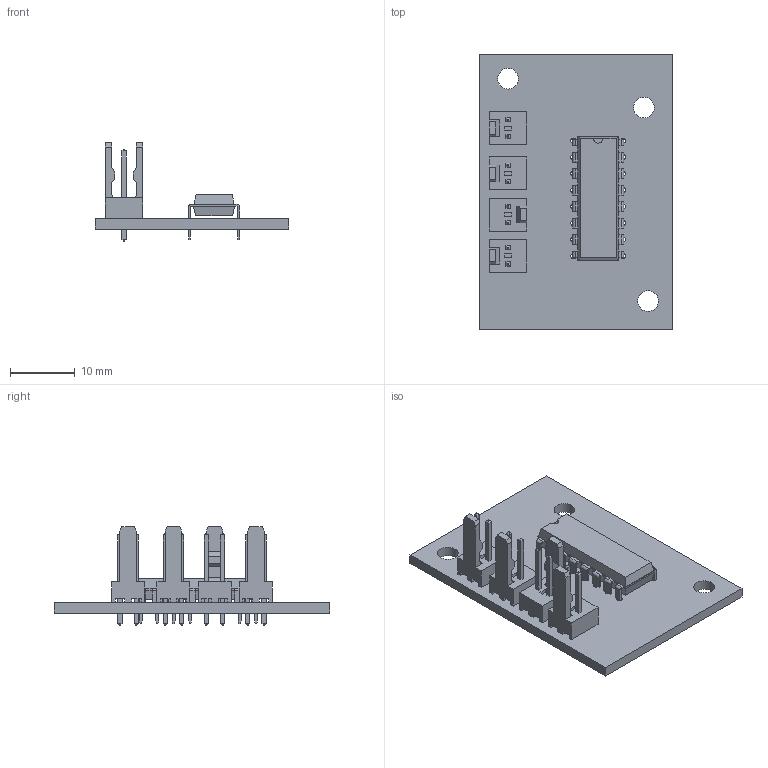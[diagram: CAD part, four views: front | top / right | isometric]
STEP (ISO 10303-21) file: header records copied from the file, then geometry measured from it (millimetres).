
FILE_DESCRIPTION(('KiCad electronic assembly'),'2;1');
FILE_NAME('DriverUnit.step','2022-10-20T15:12:59',('An Author'),( 'A Company'),'Open CASCADE STEP processor 7.5', 'KiCad to STEP converter','Unknown');
FILE_SCHEMA(('AUTOMOTIVE_DESIGN { 1 0 10303 214 1 1 1 1 }'));
Length unit declared in the file: millimetre
Products named in the file (6): Open CASCADE STEP translator 7.5 1; DIP-16_W7.62mm; SOLID; Molex_KK-254_AE-6410-02A_1x02_P2.54mm_Vertical; COMPOUND
Assembly tree (8 placements, depth 3):
  Open CASCADE STEP translator 7.5 1
    DIP-16_W7.62mm
      SOLID
    Molex_KK-254_AE-6410-02A_1x02_P2.54mm_Vertical  x4
      SOLID
    COMPOUND
Bounding box: 29.84 x 42.55 x 15.26 mm (x, y, z)
Volume: 2812.5 mm3; surface area: 4505.6 mm2
Topology: 6 solids, 6 shells, 577 faces, 1509 edges, 960 vertices
Faces by surface type: plane 485, cylinder 64, bspline 28
Full cylindrical faces by diameter (mm): 0.8 x16, 1.19 x8, 3.2 x3
Entity records: 28921 total; most frequent: CARTESIAN_POINT 5847, DIRECTION 3745, LINE 2732, VECTOR 2732, ORIENTED_EDGE 2052, PCURVE 2052, DEFINITIONAL_REPRESENTATION 2052, EDGE_CURVE 1026
